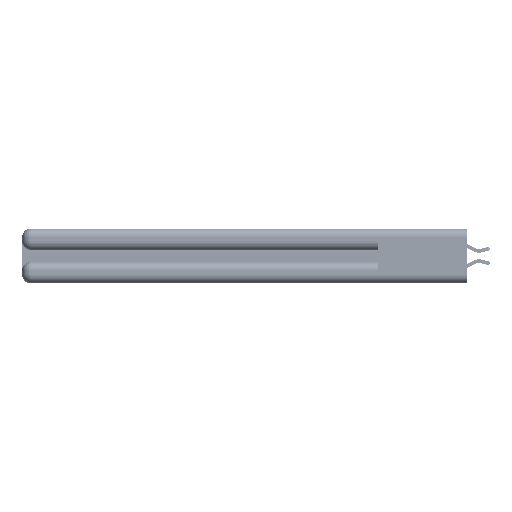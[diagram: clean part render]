
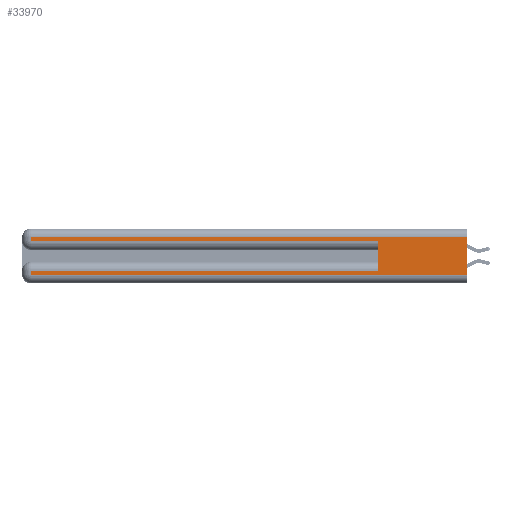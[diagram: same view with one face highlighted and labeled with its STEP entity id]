
A CAD part, left-side view. The second image highlights one B-rep face of the part: STEP entity #33970.
In plain terms, the highlighted planar face has unit normal (-1, 0, 0).
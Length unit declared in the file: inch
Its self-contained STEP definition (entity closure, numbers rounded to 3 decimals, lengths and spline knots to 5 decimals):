
#12 = CARTESIAN_POINT ( 'NONE',  ( 0., 2.94, 0.285 ) ) ;
#446 = DIRECTION ( 'NONE',  ( 0., -1., 0. ) ) ;
#900 = DIRECTION ( 'NONE',  ( 0., 0., -1. ) ) ;
#1022 = VECTOR ( 'NONE', #48040, 39.37008 ) ;
#1627 = PLANE ( 'NONE',  #49575 ) ;
#4303 = CARTESIAN_POINT ( 'NONE',  ( 0., 0., 0.31 ) ) ;
#5492 = DIRECTION ( 'NONE',  ( 0., 0., 1. ) ) ;
#5830 = CARTESIAN_POINT ( 'NONE',  ( 0., 0., 0.37 ) ) ;
#6214 = VERTEX_POINT ( 'NONE', #38273 ) ;
#7969 = VECTOR ( 'NONE', #900, 39.37008 ) ;
#9129 = EDGE_CURVE ( 'NONE', #20701, #42729, #37363, .T. ) ;
#10120 = DIRECTION ( 'NONE',  ( 0., 0., -1. ) ) ;
#10740 = CARTESIAN_POINT ( 'NONE',  ( 0., 2.94, 0.37 ) ) ;
#10969 = VECTOR ( 'NONE', #30158, 39.37008 ) ;
#11036 = CARTESIAN_POINT ( 'NONE',  ( 0., 0., 0.085 ) ) ;
#11474 = ORIENTED_EDGE ( 'NONE', *, *, #12361, .T. ) ;
#12130 = CARTESIAN_POINT ( 'NONE',  ( 0., 0., 0.06 ) ) ;
#12361 = EDGE_CURVE ( 'NONE', #39496, #52619, #47492, .T. ) ;
#13965 = CARTESIAN_POINT ( 'NONE',  ( 0., 0.6, 0.145 ) ) ;
#14160 = CARTESIAN_POINT ( 'NONE',  ( 0., 2.94, 0.31 ) ) ;
#14278 = VECTOR ( 'NONE', #17315, 39.37008 ) ;
#15191 = EDGE_CURVE ( 'NONE', #52402, #42716, #32621, .T. ) ;
#15750 = ORIENTED_EDGE ( 'NONE', *, *, #9129, .T. ) ;
#17315 = DIRECTION ( 'NONE',  ( 0., 1., 0. ) ) ;
#19528 = EDGE_CURVE ( 'NONE', #31515, #42716, #36170, .T. ) ;
#19874 = FACE_OUTER_BOUND ( 'NONE', #38710, .T. ) ;
#20327 = CARTESIAN_POINT ( 'NONE',  ( 0., 0.6, 0.285 ) ) ;
#20452 = LINE ( 'NONE', #50867, #7969 ) ;
#20701 = VERTEX_POINT ( 'NONE', #30232 ) ;
#21402 = VECTOR ( 'NONE', #48322, 39.37008 ) ;
#23341 = LINE ( 'NONE', #10740, #1022 ) ;
#23563 = ORIENTED_EDGE ( 'NONE', *, *, #38342, .T. ) ;
#24660 = ORIENTED_EDGE ( 'NONE', *, *, #38591, .T. ) ;
#26403 = DIRECTION ( 'NONE',  ( 0., -1., 0. ) ) ;
#27347 = ORIENTED_EDGE ( 'NONE', *, *, #15191, .T. ) ;
#30158 = DIRECTION ( 'NONE',  ( 0., 0., -1. ) ) ;
#30232 = CARTESIAN_POINT ( 'NONE',  ( 0., 2.94, 0.06 ) ) ;
#31410 = ORIENTED_EDGE ( 'NONE', *, *, #44303, .F. ) ;
#31515 = VERTEX_POINT ( 'NONE', #49272 ) ;
#32621 = LINE ( 'NONE', #47127, #42418 ) ;
#32774 = ORIENTED_EDGE ( 'NONE', *, *, #19528, .F. ) ;
#33723 = LINE ( 'NONE', #11036, #21402 ) ;
#33882 = CARTESIAN_POINT ( 'NONE',  ( 0., 0., 0.06 ) ) ;
#33970 = ADVANCED_FACE ( 'NONE', ( #19874 ), #1627, .F. ) ;
#35052 = DIRECTION ( 'NONE',  ( 1., 0., 0. ) ) ;
#36170 = LINE ( 'NONE', #13965, #45946 ) ;
#37363 = LINE ( 'NONE', #33882, #47120 ) ;
#38273 = CARTESIAN_POINT ( 'NONE',  ( 0., 2.94, 0.085 ) ) ;
#38342 = EDGE_CURVE ( 'NONE', #6214, #20701, #44736, .T. ) ;
#38591 = EDGE_CURVE ( 'NONE', #31515, #6214, #33723, .T. ) ;
#38710 = EDGE_LOOP ( 'NONE', ( #31410, #11474, #46286, #27347, #32774, #24660, #23563, #15750 ) ) ;
#39496 = VERTEX_POINT ( 'NONE', #4303 ) ;
#42418 = VECTOR ( 'NONE', #26403, 39.37008 ) ;
#42545 = CARTESIAN_POINT ( 'NONE',  ( 0., 2.94, 0.37 ) ) ;
#42716 = VERTEX_POINT ( 'NONE', #20327 ) ;
#42729 = VERTEX_POINT ( 'NONE', #12130 ) ;
#44303 = EDGE_CURVE ( 'NONE', #39496, #42729, #20452, .T. ) ;
#44736 = LINE ( 'NONE', #42545, #10969 ) ;
#45946 = VECTOR ( 'NONE', #5492, 39.37008 ) ;
#46286 = ORIENTED_EDGE ( 'NONE', *, *, #50108, .T. ) ;
#47120 = VECTOR ( 'NONE', #446, 39.37008 ) ;
#47127 = CARTESIAN_POINT ( 'NONE',  ( 0., 0., 0.285 ) ) ;
#47492 = LINE ( 'NONE', #50551, #14278 ) ;
#48040 = DIRECTION ( 'NONE',  ( 0., 0., -1. ) ) ;
#48322 = DIRECTION ( 'NONE',  ( 0., 1., 0. ) ) ;
#49272 = CARTESIAN_POINT ( 'NONE',  ( 0., 0.6, 0.085 ) ) ;
#49575 = AXIS2_PLACEMENT_3D ( 'NONE', #5830, #35052, #10120 ) ;
#50108 = EDGE_CURVE ( 'NONE', #52619, #52402, #23341, .T. ) ;
#50551 = CARTESIAN_POINT ( 'NONE',  ( 0., 0., 0.31 ) ) ;
#50867 = CARTESIAN_POINT ( 'NONE',  ( 0., 0., 0.37 ) ) ;
#52402 = VERTEX_POINT ( 'NONE', #12 ) ;
#52619 = VERTEX_POINT ( 'NONE', #14160 ) ;
